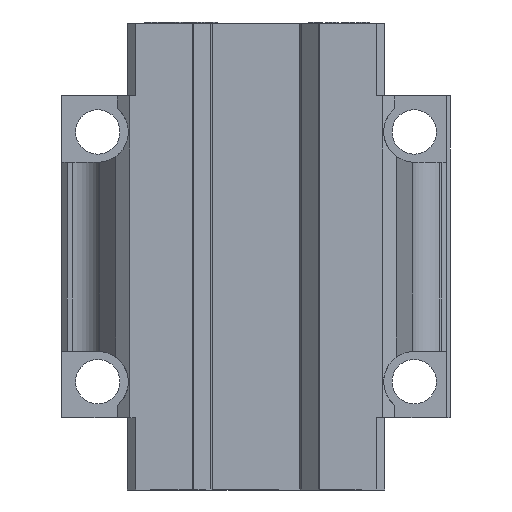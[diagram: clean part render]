
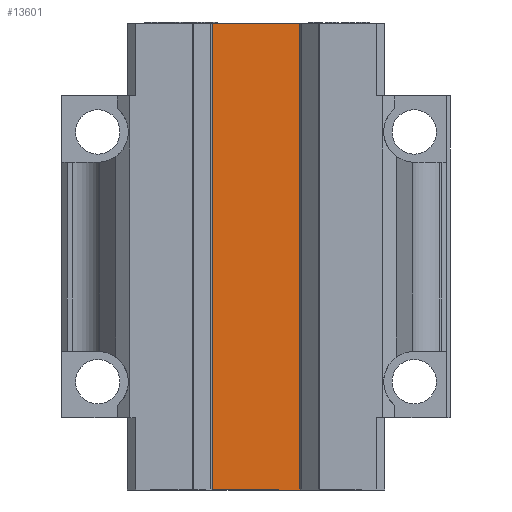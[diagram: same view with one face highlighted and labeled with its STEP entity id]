
A CAD part, front view. The second image highlights one B-rep face of the part: STEP entity #13601.
In plain terms, the highlighted planar face has unit normal (0, -1, 0).
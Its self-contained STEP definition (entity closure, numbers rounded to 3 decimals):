
#3501 = VERTEX_POINT ( 'NONE', #8285 ) ;
#3611 = EDGE_CURVE ( 'NONE', #3501, #4767, #8333, .T. ) ;
#4767 = VERTEX_POINT ( 'NONE', #8412 ) ;
#8285 = CARTESIAN_POINT ( 'NONE',  ( 8.409, 0., 42. ) ) ;
#8330 = DIRECTION ( 'NONE',  ( -1., 0., 0. ) ) ;
#8331 = VECTOR ( 'NONE', #8330, 1000. ) ;
#8332 = CARTESIAN_POINT ( 'NONE',  ( -8.409, 0., 42. ) ) ;
#8333 = LINE ( 'NONE', #8332, #8331 ) ;
#8412 = CARTESIAN_POINT ( 'NONE',  ( -8.409, 0., 42. ) ) ;
#11326 = LINE ( 'NONE', #11388, #11387 ) ;
#11332 = CARTESIAN_POINT ( 'NONE',  ( -8.409, 0., -42. ) ) ;
#11386 = DIRECTION ( 'NONE',  ( 0., 0., -1. ) ) ;
#11387 = VECTOR ( 'NONE', #11386, 1000. ) ;
#11388 = CARTESIAN_POINT ( 'NONE',  ( -8.409, 0., -29. ) ) ;
#11392 = DIRECTION ( 'NONE',  ( 1., 0., 0. ) ) ;
#11393 = VECTOR ( 'NONE', #11392, 1000. ) ;
#11394 = CARTESIAN_POINT ( 'NONE',  ( -8.409, 0., -42. ) ) ;
#11395 = LINE ( 'NONE', #11394, #11393 ) ;
#11449 = CARTESIAN_POINT ( 'NONE',  ( 8.409, 0., -42. ) ) ;
#11623 = LINE ( 'NONE', #11683, #11682 ) ;
#11624 = DIRECTION ( 'NONE',  ( 0., 0., -1. ) ) ;
#11625 = DIRECTION ( 'NONE',  ( 0., -1., 0. ) ) ;
#11626 = CARTESIAN_POINT ( 'NONE',  ( -8.409, 0., -29. ) ) ;
#11627 = AXIS2_PLACEMENT_3D ( 'NONE', #11626, #11625, #11624 ) ;
#11628 = PLANE ( 'NONE',  #11627 ) ;
#11629 = FACE_OUTER_BOUND ( 'NONE', #13596, .T. ) ;
#11681 = DIRECTION ( 'NONE',  ( 0., 0., 1. ) ) ;
#11682 = VECTOR ( 'NONE', #11681, 1000. ) ;
#11683 = CARTESIAN_POINT ( 'NONE',  ( 8.409, 0., -29. ) ) ;
#13328 = VERTEX_POINT ( 'NONE', #11332 ) ;
#13330 = EDGE_CURVE ( 'NONE', #4767, #13328, #11326, .T. ) ;
#13395 = EDGE_CURVE ( 'NONE', #13328, #13403, #11395, .T. ) ;
#13403 = VERTEX_POINT ( 'NONE', #11449 ) ;
#13596 = EDGE_LOOP ( 'NONE', ( #13598, #13599, #13600, #13602 ) ) ;
#13598 = ORIENTED_EDGE ( 'NONE', *, *, #13395, .T. ) ;
#13599 = ORIENTED_EDGE ( 'NONE', *, *, #13605, .T. ) ;
#13600 = ORIENTED_EDGE ( 'NONE', *, *, #3611, .T. ) ;
#13601 = ADVANCED_FACE ( 'NONE', ( #11629 ), #11628, .T. ) ;
#13602 = ORIENTED_EDGE ( 'NONE', *, *, #13330, .T. ) ;
#13605 = EDGE_CURVE ( 'NONE', #13403, #3501, #11623, .T. ) ;
